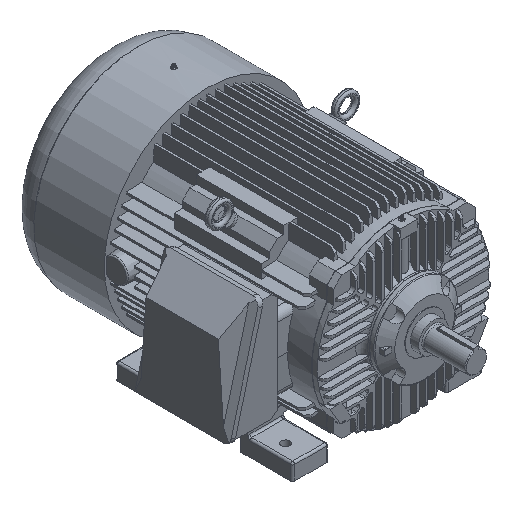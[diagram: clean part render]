
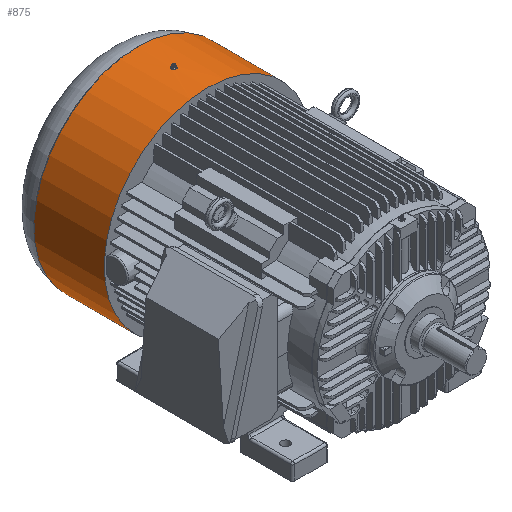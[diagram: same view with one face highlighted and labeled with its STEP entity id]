
A CAD part, isometric view. The second image highlights one B-rep face of the part: STEP entity #875.
In plain terms, the highlighted cylindrical face has radius 260 mm (diameter 520 mm), a partial arc.
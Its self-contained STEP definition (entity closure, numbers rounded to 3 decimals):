
#875 = ADVANCED_FACE( '', ( #2990, #2991 ), #2992, .T. );
#2990 = FACE_BOUND( '', #11296, .T. );
#2991 = FACE_OUTER_BOUND( '', #11297, .T. );
#2992 = CYLINDRICAL_SURFACE( '', #11298, 260. );
#11296 = EDGE_LOOP( '', ( #19451, #19452, #19453, #19454, #19455, #19456 ) );
#11297 = EDGE_LOOP( '', ( #19457, #19458, #19459, #19460 ) );
#11298 = AXIS2_PLACEMENT_3D( '', #19461, #19462, #19463 );
#19451 = ORIENTED_EDGE( '', *, *, #25444, .F. );
#19452 = ORIENTED_EDGE( '', *, *, #25445, .F. );
#19453 = ORIENTED_EDGE( '', *, *, #25446, .F. );
#19454 = ORIENTED_EDGE( '', *, *, #25447, .F. );
#19455 = ORIENTED_EDGE( '', *, *, #25448, .F. );
#19456 = ORIENTED_EDGE( '', *, *, #25449, .F. );
#19457 = ORIENTED_EDGE( '', *, *, #25442, .T. );
#19458 = ORIENTED_EDGE( '', *, *, #25450, .F. );
#19459 = ORIENTED_EDGE( '', *, *, #25451, .T. );
#19460 = ORIENTED_EDGE( '', *, *, #25452, .T. );
#19461 = CARTESIAN_POINT( '', ( 0., 754.562, 0. ) );
#19462 = DIRECTION( '', ( 0., 1., 0. ) );
#19463 = DIRECTION( '', ( 0., 0., 1. ) );
#25442 = EDGE_CURVE( '', #30124, #30122, #30125, .T. );
#25444 = EDGE_CURVE( '', #30127, #30128, #30129, .T. );
#25445 = EDGE_CURVE( '', #30130, #30127, #30131, .T. );
#25446 = EDGE_CURVE( '', #30132, #30130, #30133, .T. );
#25447 = EDGE_CURVE( '', #30134, #30132, #30135, .T. );
#25448 = EDGE_CURVE( '', #30136, #30134, #30137, .T. );
#25449 = EDGE_CURVE( '', #30128, #30136, #30138, .T. );
#25450 = EDGE_CURVE( '', #30139, #30122, #30140, .T. );
#25451 = EDGE_CURVE( '', #30139, #30141, #30142, .T. );
#25452 = EDGE_CURVE( '', #30141, #30124, #30143, .T. );
#30122 = VERTEX_POINT( '', #39943 );
#30124 = VERTEX_POINT( '', #39945 );
#30125 = CIRCLE( '', #39946, 260. );
#30127 = VERTEX_POINT( '', #39948 );
#30128 = VERTEX_POINT( '', #39949 );
#30129 = CIRCLE( '', #39950, 260. );
#30130 = VERTEX_POINT( '', #39951 );
#30131 = ELLIPSE( '', #39952, 520., 260. );
#30132 = VERTEX_POINT( '', #39953 );
#30133 = ELLIPSE( '', #39954, 520., 260. );
#30134 = VERTEX_POINT( '', #39955 );
#30135 = CIRCLE( '', #39956, 260. );
#30136 = VERTEX_POINT( '', #39957 );
#30137 = ELLIPSE( '', #39958, 520., 260. );
#30138 = ELLIPSE( '', #39959, 520., 260. );
#30139 = VERTEX_POINT( '', #39960 );
#30140 = LINE( '', #39961, #39962 );
#30141 = VERTEX_POINT( '', #39963 );
#30142 = CIRCLE( '', #39964, 260. );
#30143 = LINE( '', #39965, #39966 );
#39943 = CARTESIAN_POINT( '', ( 105.318, 476.562, -237.714 ) );
#39945 = CARTESIAN_POINT( '', ( -105.318, 476.562, -237.714 ) );
#39946 = AXIS2_PLACEMENT_3D( '', #48178, #48179, #48180 );
#39948 = CARTESIAN_POINT( '', ( -3.175, 557.06, 259.981 ) );
#39949 = CARTESIAN_POINT( '', ( 3.175, 557.06, 259.981 ) );
#39950 = AXIS2_PLACEMENT_3D( '', #48184, #48185, #48186 );
#39951 = CARTESIAN_POINT( '', ( -6.351, 562.56, 259.922 ) );
#39952 = AXIS2_PLACEMENT_3D( '', #48187, #48188, #48189 );
#39953 = CARTESIAN_POINT( '', ( -3.175, 568.06, 259.981 ) );
#39954 = AXIS2_PLACEMENT_3D( '', #48190, #48191, #48192 );
#39955 = CARTESIAN_POINT( '', ( 3.175, 568.06, 259.981 ) );
#39956 = AXIS2_PLACEMENT_3D( '', #48193, #48194, #48195 );
#39957 = CARTESIAN_POINT( '', ( 6.351, 562.56, 259.922 ) );
#39958 = AXIS2_PLACEMENT_3D( '', #48196, #48197, #48198 );
#39959 = AXIS2_PLACEMENT_3D( '', #48199, #48200, #48201 );
#39960 = CARTESIAN_POINT( '', ( 105.318, 653.56, -237.714 ) );
#39961 = CARTESIAN_POINT( '', ( 105.318, 1771.174, -237.714 ) );
#39962 = VECTOR( '', #48202, 1000. );
#39963 = CARTESIAN_POINT( '', ( -105.318, 653.56, -237.714 ) );
#39964 = AXIS2_PLACEMENT_3D( '', #48203, #48204, #48205 );
#39965 = CARTESIAN_POINT( '', ( -105.318, 1771.174, -237.714 ) );
#39966 = VECTOR( '', #48206, 1000. );
#48178 = CARTESIAN_POINT( '', ( 0., 476.562, 0. ) );
#48179 = DIRECTION( '', ( 0., 1., 0. ) );
#48180 = DIRECTION( '', ( 0., 0., 1. ) );
#48184 = CARTESIAN_POINT( '', ( 0., 557.06, 0. ) );
#48185 = DIRECTION( '', ( 0., 1., 0. ) );
#48186 = DIRECTION( '', ( 0., 0., 1. ) );
#48187 = CARTESIAN_POINT( '', ( 0., 551.56, 0. ) );
#48188 = DIRECTION( '', ( 0.866, 0.5, 0. ) );
#48189 = DIRECTION( '', ( 0.5, -0.866, 0. ) );
#48190 = CARTESIAN_POINT( '', ( 0., 573.56, 0. ) );
#48191 = DIRECTION( '', ( 0.866, -0.5, 0. ) );
#48192 = DIRECTION( '', ( -0.5, -0.866, 0. ) );
#48193 = CARTESIAN_POINT( '', ( 0., 568.06, 0. ) );
#48194 = DIRECTION( '', ( 0., -1., 0. ) );
#48195 = DIRECTION( '', ( 0., 0., -1. ) );
#48196 = CARTESIAN_POINT( '', ( 0., 573.56, 0. ) );
#48197 = DIRECTION( '', ( -0.866, -0.5, 0. ) );
#48198 = DIRECTION( '', ( 0.5, -0.866, 0. ) );
#48199 = CARTESIAN_POINT( '', ( 0., 551.56, 0. ) );
#48200 = DIRECTION( '', ( -0.866, 0.5, 0. ) );
#48201 = DIRECTION( '', ( -0.5, -0.866, 0. ) );
#48202 = DIRECTION( '', ( 0., -1., 0. ) );
#48203 = CARTESIAN_POINT( '', ( 0., 653.56, 0. ) );
#48204 = DIRECTION( '', ( 0., -1., 0. ) );
#48205 = DIRECTION( '', ( 0., 0., 1. ) );
#48206 = DIRECTION( '', ( 0., -1., 0. ) );
